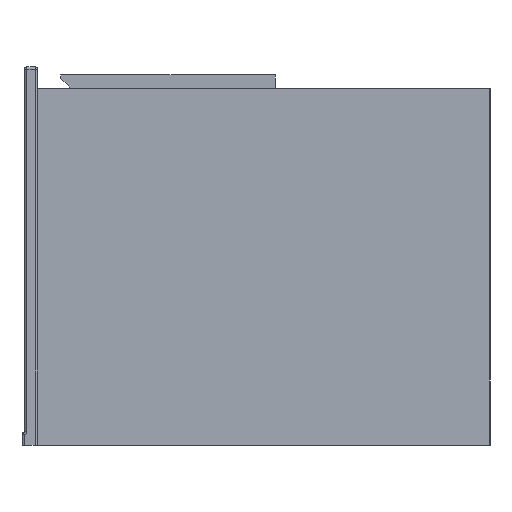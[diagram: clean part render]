
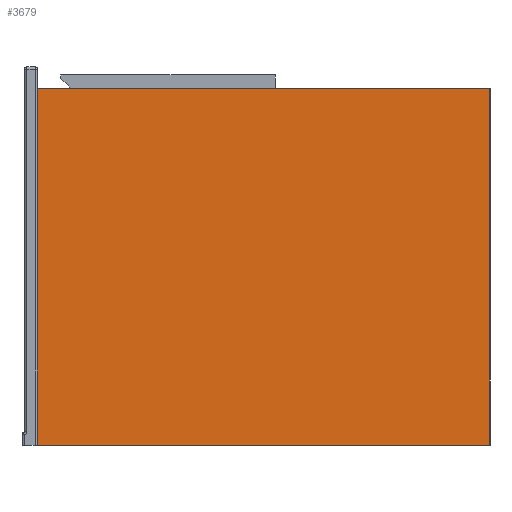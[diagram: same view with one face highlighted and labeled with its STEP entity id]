
A CAD part, left-side view. The second image highlights one B-rep face of the part: STEP entity #3679.
In plain terms, the highlighted planar face has unit normal (-1, 0, 0).
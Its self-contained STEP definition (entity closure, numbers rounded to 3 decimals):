
#185 = VERTEX_POINT ( 'NONE', #3070 ) ;
#228 = ORIENTED_EDGE ( 'NONE', *, *, #3059, .T. ) ;
#340 = AXIS2_PLACEMENT_3D ( 'NONE', #2043, #2820, #3149 ) ;
#354 = VECTOR ( 'NONE', #873, 1000. ) ;
#842 = CARTESIAN_POINT ( 'NONE',  ( -744., 275., 434. ) ) ;
#873 = DIRECTION ( 'NONE',  ( 0., 0., -1. ) ) ;
#992 = DIRECTION ( 'NONE',  ( 0., 1., 0. ) ) ;
#1179 = EDGE_CURVE ( 'NONE', #1845, #1557, #4144, .T. ) ;
#1207 = FACE_OUTER_BOUND ( 'NONE', #2815, .T. ) ;
#1338 = DIRECTION ( 'NONE',  ( 0., 0., -1. ) ) ;
#1557 = VERTEX_POINT ( 'NONE', #2746 ) ;
#1709 = LINE ( 'NONE', #2702, #354 ) ;
#1760 = CARTESIAN_POINT ( 'NONE',  ( -744., 275., 434. ) ) ;
#1845 = VERTEX_POINT ( 'NONE', #2439 ) ;
#1961 = ORIENTED_EDGE ( 'NONE', *, *, #3455, .F. ) ;
#2034 = ORIENTED_EDGE ( 'NONE', *, *, #4181, .T. ) ;
#2043 = CARTESIAN_POINT ( 'NONE',  ( -744., 275., 434. ) ) ;
#2439 = CARTESIAN_POINT ( 'NONE',  ( -744., -275., 0. ) ) ;
#2442 = PLANE ( 'NONE',  #340 ) ;
#2702 = CARTESIAN_POINT ( 'NONE',  ( -744., -275., 434. ) ) ;
#2746 = CARTESIAN_POINT ( 'NONE',  ( -744., 275., 0. ) ) ;
#2815 = EDGE_LOOP ( 'NONE', ( #3848, #1961, #2034, #228 ) ) ;
#2820 = DIRECTION ( 'NONE',  ( -1., 0., 0. ) ) ;
#2872 = CARTESIAN_POINT ( 'NONE',  ( -744., 275., 0. ) ) ;
#3059 = EDGE_CURVE ( 'NONE', #4537, #1557, #3213, .T. ) ;
#3070 = CARTESIAN_POINT ( 'NONE',  ( -744., -275., 434. ) ) ;
#3149 = DIRECTION ( 'NONE',  ( 0., 0., 1. ) ) ;
#3213 = LINE ( 'NONE', #4631, #3328 ) ;
#3328 = VECTOR ( 'NONE', #1338, 1000. ) ;
#3455 = EDGE_CURVE ( 'NONE', #185, #1845, #1709, .T. ) ;
#3679 = ADVANCED_FACE ( 'NONE', ( #1207 ), #2442, .T. ) ;
#3802 = VECTOR ( 'NONE', #4769, 1000. ) ;
#3848 = ORIENTED_EDGE ( 'NONE', *, *, #1179, .F. ) ;
#3903 = LINE ( 'NONE', #1760, #4145 ) ;
#4144 = LINE ( 'NONE', #2872, #3802 ) ;
#4145 = VECTOR ( 'NONE', #992, 1000. ) ;
#4181 = EDGE_CURVE ( 'NONE', #185, #4537, #3903, .T. ) ;
#4537 = VERTEX_POINT ( 'NONE', #842 ) ;
#4631 = CARTESIAN_POINT ( 'NONE',  ( -744., 275., 434. ) ) ;
#4769 = DIRECTION ( 'NONE',  ( 0., 1., 0. ) ) ;
